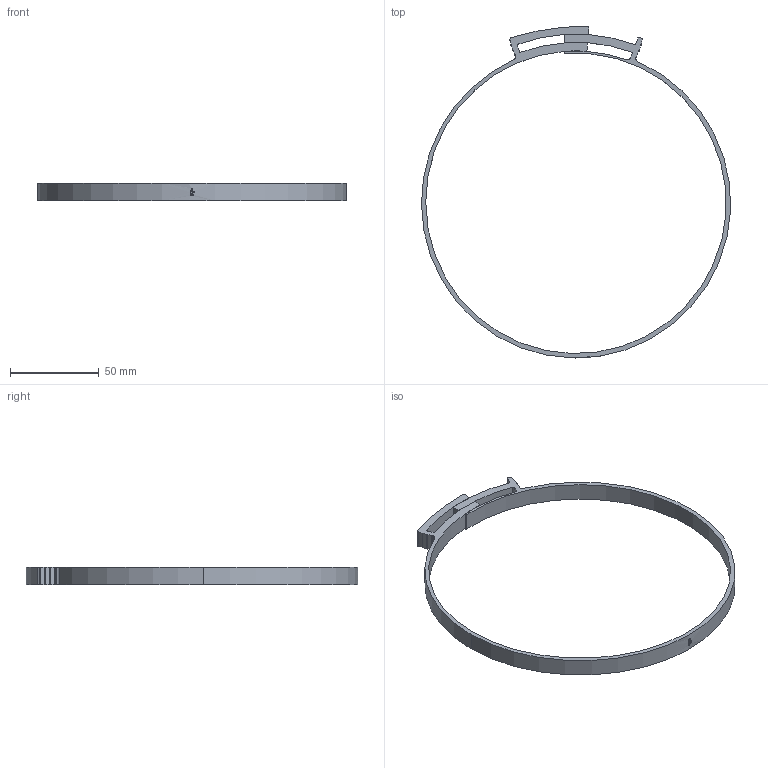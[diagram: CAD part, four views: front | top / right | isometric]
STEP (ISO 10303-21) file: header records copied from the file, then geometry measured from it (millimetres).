
FILE_DESCRIPTION (( 'STEP AP214' ), '1' );
FILE_NAME ('HC-163-PA66-BK.step', '2025-12-17T19:42:00', ( '' ), ( '' ), 'SwSTEP 2.0', 'SolidWorks 2025', '' );
FILE_SCHEMA (( 'AUTOMOTIVE_DESIGN' ));
Length unit declared in the file: millimetre
Products named in the file (1): HC-163-PA66-BK
Bounding box: 174.21 x 187.1 x 9.9 mm (x, y, z)
Volume: 18108.7 mm3; surface area: 16744.8 mm2
Topology: 1 solids, 1 shells, 161 faces, 447 edges, 298 vertices
Faces by surface type: cylinder 99, bspline 49, plane 13
Entity records: 6554 total; most frequent: CARTESIAN_POINT 2802, ORIENTED_EDGE 894, DIRECTION 593, EDGE_CURVE 447, VERTEX_POINT 298, AXIS2_PLACEMENT_3D 211, B_SPLINE_CURVE_WITH_KNOTS 178, LINE 171
